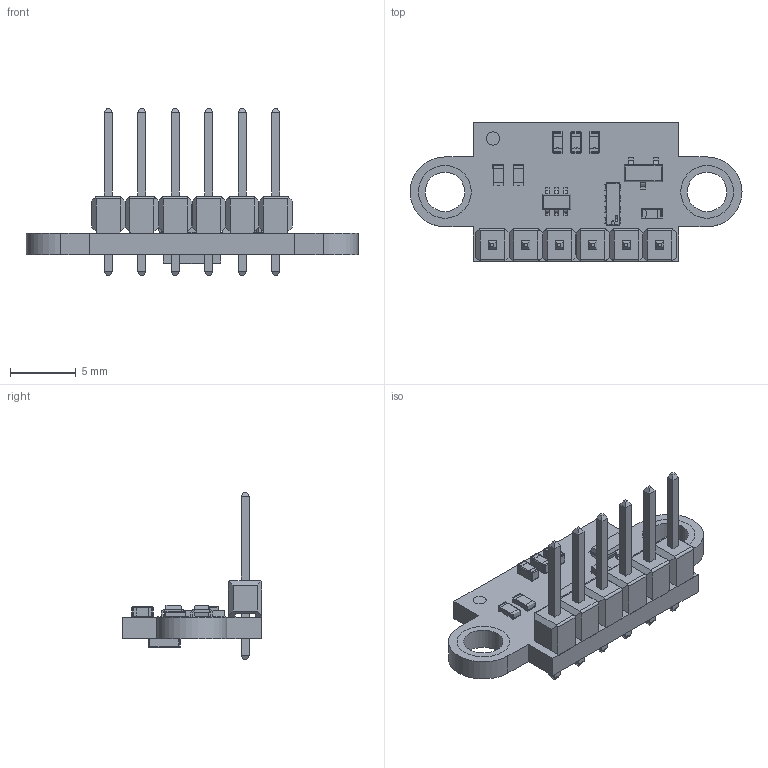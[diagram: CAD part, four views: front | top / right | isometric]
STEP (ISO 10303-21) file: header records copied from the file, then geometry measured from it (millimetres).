
FILE_DESCRIPTION(/* description */ (''),/* implementation_level */ '2;1');
FILE_NAME(/* name */ 'VL53L0X.step',/* time_stamp */ '2025-04-09T13:54:46-07:00',/* author */ (''),/* organization */ (''),/* preprocessor_version */ 'ST-DEVELOPER v20.1',/* originating_system */ 'Autodesk Translation Framework v14.4.0.0',/* authorisation */ '');
FILE_SCHEMA (('AUTOMOTIVE_DESIGN { 1 0 10303 214 3 1 1 }'));
Products named in the file (29): VL53L0X; VL53L0X_1; VL53L0; top; pcb; kork; pads; Document; Document_1; Ceramic_Capacitor_0603_h32mil; Pin1; Pin2; CeramicBody; Ceramic_Capacitor_0603_h32mil_1; Pin1_1; Pin2_1; CeramicBody_1; Ceramic_Capacitor_0603_h32mil_2; Pin1_2; Pin2_2; CeramicBody_2; Ceramic_Capacitor_0603_h32mil_3; Pin1_3; Pin2_3; CeramicBody_3; SOT-23-3 v1; SOT-23-6 v2; 8_Pin_DIP; 1x6 TH Pitch 2.54mm v1
Assembly tree (28 placements, depth 4):
  VL53L0X
    VL53L0X_1
      VL53L0
        top
        pcb
        kork
        pads
      Document
      Document_1
      Ceramic_Capacitor_0603_h32mil
        Pin1
        Pin2
        CeramicBody
      Ceramic_Capacitor_0603_h32mil_1
        Pin1_1
        Pin2_1
        CeramicBody_1
      Ceramic_Capacitor_0603_h32mil_2
        Pin1_2
        Pin2_2
        CeramicBody_2
      Ceramic_Capacitor_0603_h32mil_3
        Pin1_3
        Pin2_3
        CeramicBody_3
      SOT-23-3 v1
      SOT-23-6 v2
      8_Pin_DIP
    1x6 TH Pitch 2.54mm v1
Bounding box: 25.2 x 10.62 x 12.7 mm (x, y, z)
Volume: 354.9 mm3; surface area: 1359.8 mm2
Topology: 88 solids, 94 shells, 1744 faces, 4404 edges, 2816 vertices
Faces by surface type: plane 1013, bspline 505, cylinder 190, sphere 36
Full cylindrical faces by diameter (mm): 0.2 x1, 0.4 x1, 0.9 x6, 1 x2, 1.4 x12, 3 x2, 4 x4
Entity records: 61318 total; most frequent: CARTESIAN_POINT 21390, ORIENTED_EDGE 8702, DIRECTION 6645, EDGE_CURVE 4371, LINE 2859, VECTOR 2859, VERTEX_POINT 2816, AXIS2_PLACEMENT_3D 1893
